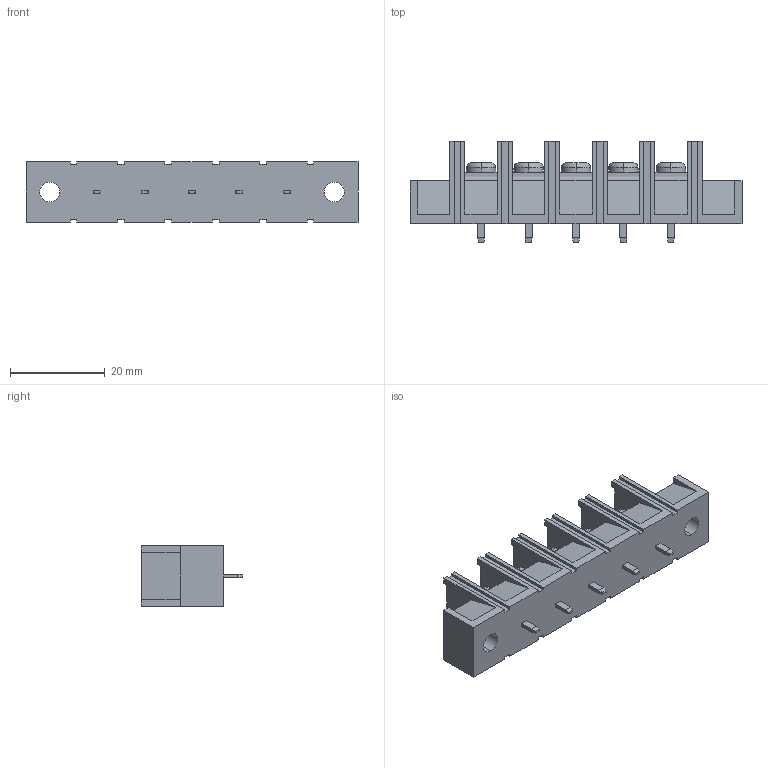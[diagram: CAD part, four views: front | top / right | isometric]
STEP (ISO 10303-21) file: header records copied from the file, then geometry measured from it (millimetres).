
FILE_DESCRIPTION (( 'STEP AP214' ), '1' );
FILE_NAME ('DG58-A-5.STEP', '2018-02-09T23:18:38', ( '' ), ( '' ), 'SwSTEP 2.0', 'SolidWorks 2015', '' );
FILE_SCHEMA (( 'AUTOMOTIVE_DESIGN' ));
Length unit declared in the file: millimetre
Products named in the file (1): DG58-A-5
Bounding box: 70 x 21.3 x 12.8 mm (x, y, z)
Volume: 8981.7 mm3; surface area: 5933.6 mm2
Topology: 1 solids, 1 shells, 339 faces, 926 edges, 601 vertices
Faces by surface type: plane 296, cylinder 28, torus 15
Entity records: 14436 total; most frequent: CARTESIAN_POINT 2050, ORIENTED_EDGE 1852, DIRECTION 1681, EDGE_CURVE 926, LINE 809, VECTOR 809, VERTEX_POINT 601, AXIS2_PLACEMENT_3D 436
